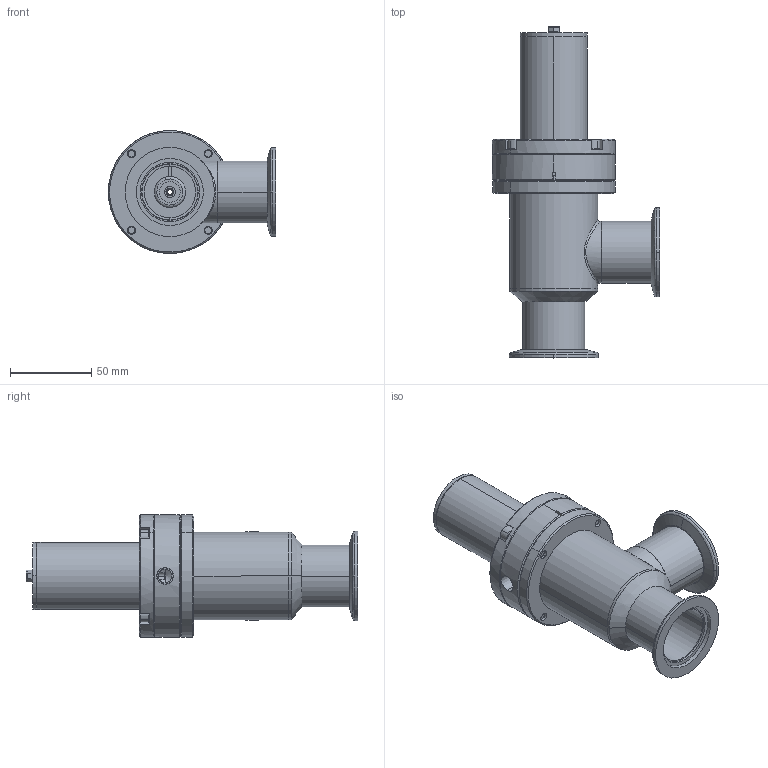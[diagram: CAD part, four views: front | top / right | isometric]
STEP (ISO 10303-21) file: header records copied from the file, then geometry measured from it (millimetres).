
FILE_DESCRIPTION (( 'STEP AP203' ), '1' );
FILE_NAME ('ESVP-S04100.STEP', '2021-12-03T15:28:16', ( '' ), ( '' ), 'SwSTEP 2.0', 'SolidWorks 2020', '' );
FILE_SCHEMA (( 'CONFIG_CONTROL_DESIGN' ));
Length unit declared in the file: inch
Products named in the file (1): ESVP-S04100
Bounding box: 102.79 x 204.14 x 75.56 mm (x, y, z)
Volume: 191738.6 mm3; surface area: 132316.1 mm2
Topology: 23 solids, 23 shells, 774 faces, 1959 edges, 1252 vertices
Faces by surface type: cylinder 476, plane 152, cone 106, bspline 22, torus 18
Entity records: 39251 total; most frequent: CARTESIAN_POINT 22280, ORIENTED_EDGE 3914, DIRECTION 3206, EDGE_CURVE 1957, VERTEX_POINT 1252, AXIS2_PLACEMENT_3D 1246, EDGE_LOOP 861, FACE_OUTER_BOUND 774
